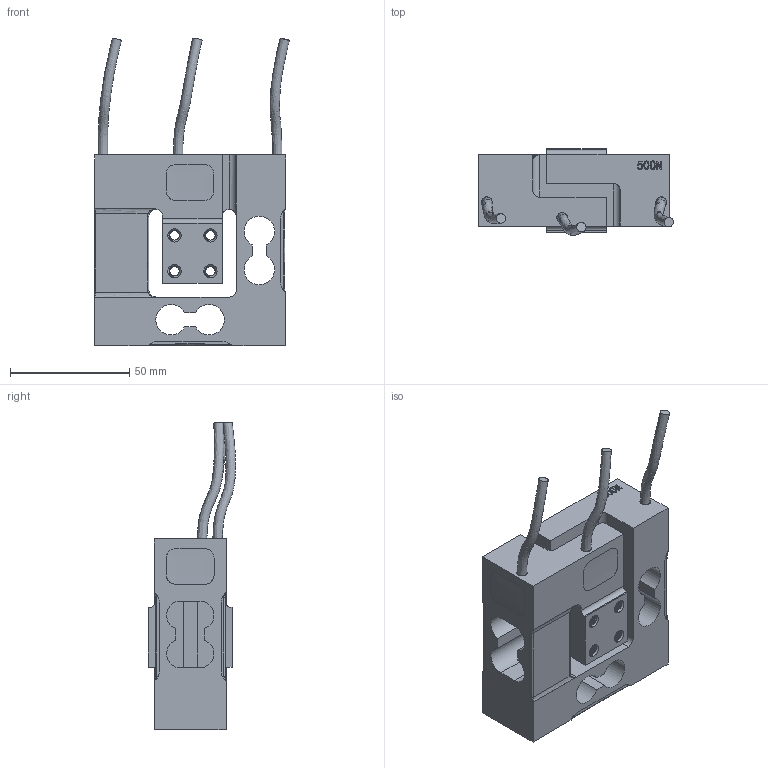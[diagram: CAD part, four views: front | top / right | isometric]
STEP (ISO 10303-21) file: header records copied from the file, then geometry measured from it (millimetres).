
FILE_DESCRIPTION (( 'STEP AP214' ), '1' );
FILE_NAME ('TAF110-500N.STEP', '2025-07-23T06:18:45', ( '' ), ( '' ), 'SwSTEP 2.0', 'SolidWorks 2023', '' );
FILE_SCHEMA (( 'AUTOMOTIVE_DESIGN' ));
Length unit declared in the file: millimetre
Products named in the file (1): TAF110-500N
Bounding box: 81.63 x 36.47 x 128.96 mm (x, y, z)
Volume: 135825.4 mm3; surface area: 51637.7 mm2
Topology: 11 solids, 19 shells, 292 faces, 770 edges, 488 vertices
Faces by surface type: plane 117, bspline 81, cylinder 76, cone 16, torus 2
Full cylindrical faces by diameter (mm): 4 x3, 4.5 x3
Entity records: 58319 total; most frequent: CARTESIAN_POINT 51973, ORIENTED_EDGE 1406, DIRECTION 1029, EDGE_CURVE 703, VERTEX_POINT 469, AXIS2_PLACEMENT_3D 359, EDGE_LOOP 354, VECTOR 311
